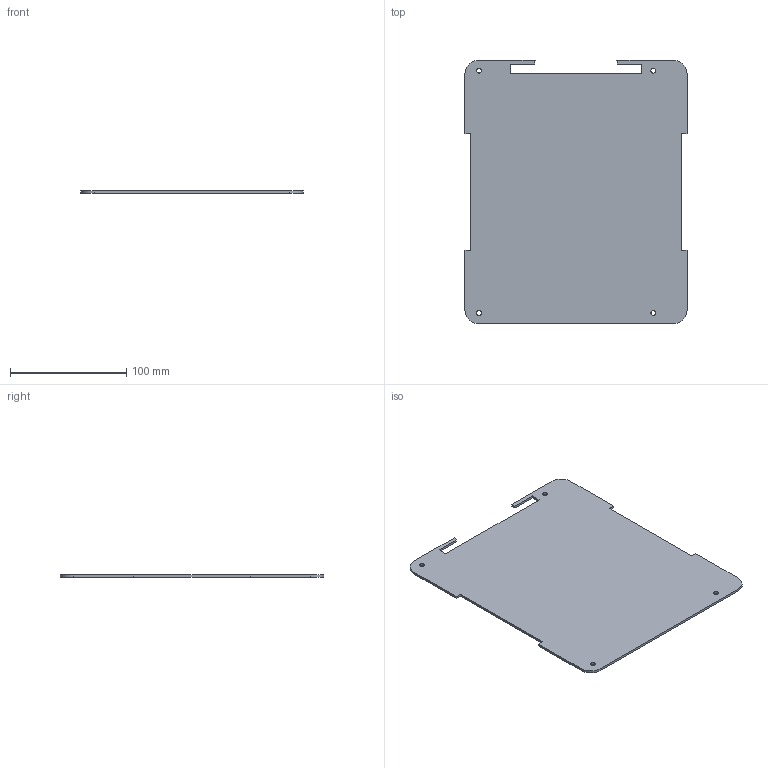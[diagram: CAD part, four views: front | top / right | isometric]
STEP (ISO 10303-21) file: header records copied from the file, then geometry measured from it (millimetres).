
FILE_DESCRIPTION(('FreeCAD Model'),'2;1');
FILE_NAME('Open CASCADE Shape Model','2024-10-27T16:11:30',(''),(''), 'Open CASCADE STEP processor 7.7','Ondsel','Unknown');
FILE_SCHEMA(('AUTOMOTIVE_DESIGN { 1 0 10303 214 1 1 1 1 }'));
Length unit declared in the file: millimetre
Products named in the file (1): backing-plate-2mm
Bounding box: 191.18 x 226.66 x 2 mm (x, y, z)
Volume: 81972.8 mm3; surface area: 83965 mm2
Topology: 1 solids, 1 shells, 30 faces, 84 edges, 56 vertices
Faces by surface type: plane 22, cylinder 8
Full cylindrical faces by diameter (mm): 4.1 x4
Entity records: 1002 total; most frequent: CARTESIAN_POINT 171, ORIENTED_EDGE 168, DIRECTION 162, EDGE_CURVE 84, LINE 68, VECTOR 68, VERTEX_POINT 56, AXIS2_PLACEMENT_3D 47
